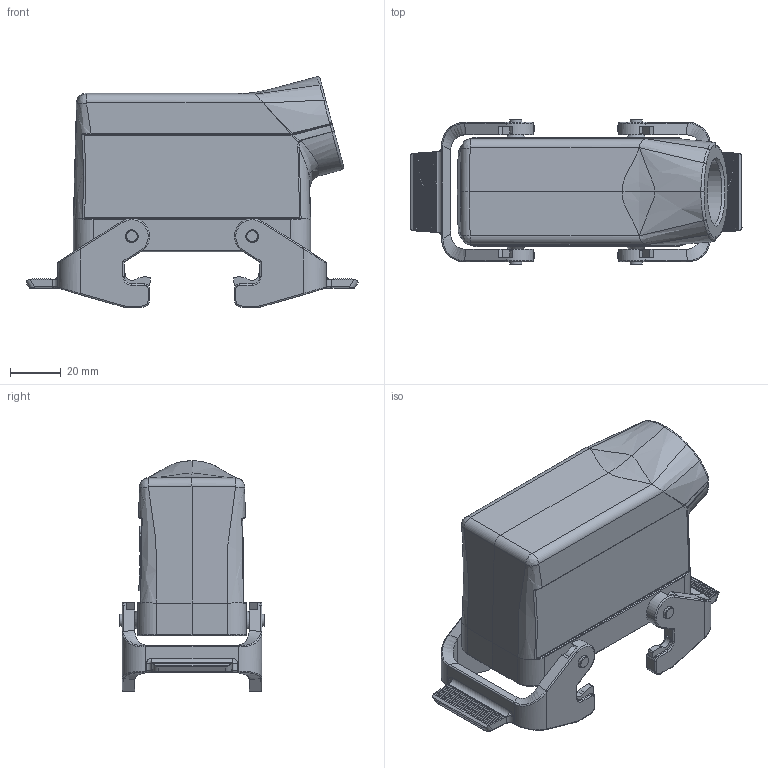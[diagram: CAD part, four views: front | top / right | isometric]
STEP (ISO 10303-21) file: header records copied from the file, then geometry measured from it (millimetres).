
FILE_DESCRIPTION(/* description */ (''),/* implementation_level */ '2;1');
FILE_NAME(/* name */ '100094867ugm000_d.stp',/* time_stamp */ '2017-10-27T12:38:09+02:00',/* author */ (''),/* organization */ (''),/* preprocessor_version */ 'ST-DEVELOPER v16',/* originating_system */ 'SIEMENS PLM Software NX 10.0',/* authorisation */ '');
FILE_SCHEMA (('AUTOMOTIVE_DESIGN { 1 0 10303 214 3 1 1 1 }'));
Length unit declared in the file: millimetre
Products named in the file (1): 100094867ugm000_d
Bounding box: 130.9 x 57.2 x 90.91 mm (x, y, z)
Volume: 94496.8 mm3; surface area: 52936.6 mm2
Topology: 3 solids, 3 shells, 971 faces, 2930 edges, 2468 vertices
Faces by surface type: plane 484, cylinder 216, bspline 206, cone 49, torus 16
Full cylindrical faces by diameter (mm): 3 x4, 5.1 x4, 21 x1, 25 x1
Entity records: 43102 total; most frequent: CARTESIAN_POINT 13963, ORIENTED_EDGE 4748, DIRECTION 4226, EDGE_CURVE 2374, LINE 1558, VECTOR 1558, VERTEX_POINT 1499, AXIS2_PLACEMENT_3D 1334
